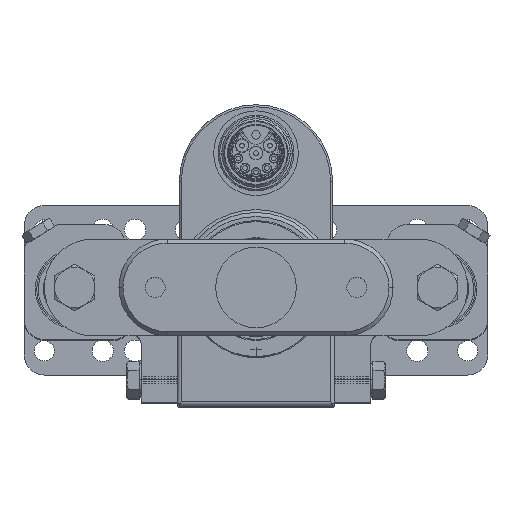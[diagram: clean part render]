
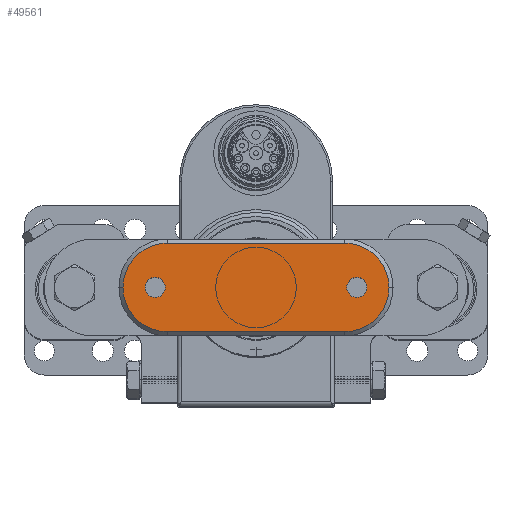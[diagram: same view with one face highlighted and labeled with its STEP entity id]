
A CAD part, top view. The second image highlights one B-rep face of the part: STEP entity #49561.
In plain terms, the highlighted planar face has unit normal (0, 0, 1).
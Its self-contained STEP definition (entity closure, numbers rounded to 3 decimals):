
#1458 = EDGE_CURVE ( 'NONE', #45179, #39236, #37541, .T. ) ;
#1745 = EDGE_LOOP ( 'NONE', ( #22870, #37384 ) ) ;
#2218 = CARTESIAN_POINT ( 'NONE',  ( -22., 0., 9. ) ) ;
#2333 = CARTESIAN_POINT ( 'NONE',  ( -22., -11., 9. ) ) ;
#2654 = FACE_OUTER_BOUND ( 'NONE', #17594, .T. ) ;
#3384 = DIRECTION ( 'NONE',  ( 1., 0., 0. ) ) ;
#3534 = CIRCLE ( 'NONE', #27943, 2.5 ) ;
#3693 = VERTEX_POINT ( 'NONE', #30125 ) ;
#4580 = AXIS2_PLACEMENT_3D ( 'NONE', #31008, #23084, #27070 ) ;
#5127 = AXIS2_PLACEMENT_3D ( 'NONE', #50703, #26130, #33774 ) ;
#6493 = CARTESIAN_POINT ( 'NONE',  ( 22.5, 0., 9. ) ) ;
#7041 = EDGE_CURVE ( 'NONE', #3693, #27369, #20339, .T. ) ;
#7600 = DIRECTION ( 'NONE',  ( 0., 0., 1. ) ) ;
#7877 = EDGE_LOOP ( 'NONE', ( #17472, #38397 ) ) ;
#8020 = CARTESIAN_POINT ( 'NONE',  ( -27.5, 0., 9. ) ) ;
#8790 = DIRECTION ( 'NONE',  ( -1., 0., 0. ) ) ;
#9608 = DIRECTION ( 'NONE',  ( -1., 0., 0. ) ) ;
#9613 = CARTESIAN_POINT ( 'NONE',  ( -25., 0., 9. ) ) ;
#10117 = DIRECTION ( 'NONE',  ( 1., 0., 0. ) ) ;
#11196 = CIRCLE ( 'NONE', #35592, 11. ) ;
#12741 = DIRECTION ( 'NONE',  ( 0., 0., -1. ) ) ;
#13276 = VERTEX_POINT ( 'NONE', #22468 ) ;
#15382 = VERTEX_POINT ( 'NONE', #8020 ) ;
#15542 = AXIS2_PLACEMENT_3D ( 'NONE', #44273, #7600, #3384 ) ;
#17472 = ORIENTED_EDGE ( 'NONE', *, *, #1458, .T. ) ;
#17594 = EDGE_LOOP ( 'NONE', ( #20420, #49249, #22687, #35149, #26140, #33131 ) ) ;
#18891 = CARTESIAN_POINT ( 'NONE',  ( 27.5, 0., 9. ) ) ;
#19364 = VERTEX_POINT ( 'NONE', #38425 ) ;
#19572 = CIRCLE ( 'NONE', #50820, 11. ) ;
#20339 = CIRCLE ( 'NONE', #41433, 11. ) ;
#20420 = ORIENTED_EDGE ( 'NONE', *, *, #7041, .T. ) ;
#20671 = CIRCLE ( 'NONE', #50202, 2.5 ) ;
#21435 = CIRCLE ( 'NONE', #15542, 11. ) ;
#22468 = CARTESIAN_POINT ( 'NONE',  ( 33., 0., 9. ) ) ;
#22687 = ORIENTED_EDGE ( 'NONE', *, *, #24607, .T. ) ;
#22712 = DIRECTION ( 'NONE',  ( -1., 0., 0. ) ) ;
#22870 = ORIENTED_EDGE ( 'NONE', *, *, #35459, .T. ) ;
#23084 = DIRECTION ( 'NONE',  ( 0., 0., -1. ) ) ;
#24260 = VECTOR ( 'NONE', #22712, 1000. ) ;
#24607 = EDGE_CURVE ( 'NONE', #50380, #47646, #39788, .T. ) ;
#25886 = PLANE ( 'NONE',  #5127 ) ;
#26130 = DIRECTION ( 'NONE',  ( 0., 0., 1. ) ) ;
#26140 = ORIENTED_EDGE ( 'NONE', *, *, #40161, .T. ) ;
#27070 = DIRECTION ( 'NONE',  ( -1., 0., 0. ) ) ;
#27369 = VERTEX_POINT ( 'NONE', #50719 ) ;
#27943 = AXIS2_PLACEMENT_3D ( 'NONE', #46265, #37582, #9608 ) ;
#28486 = EDGE_CURVE ( 'NONE', #19364, #3693, #30896, .T. ) ;
#30125 = CARTESIAN_POINT ( 'NONE',  ( -22., 11., 9. ) ) ;
#30357 = CARTESIAN_POINT ( 'NONE',  ( -22., 11., 9. ) ) ;
#30896 = LINE ( 'NONE', #30357, #24260 ) ;
#30998 = VERTEX_POINT ( 'NONE', #51133 ) ;
#31008 = CARTESIAN_POINT ( 'NONE',  ( 25., 0., 9. ) ) ;
#32297 = EDGE_CURVE ( 'NONE', #27369, #50380, #19572, .T. ) ;
#32786 = CARTESIAN_POINT ( 'NONE',  ( 25., 0., 9. ) ) ;
#33131 = ORIENTED_EDGE ( 'NONE', *, *, #28486, .T. ) ;
#33626 = DIRECTION ( 'NONE',  ( 0., 0., 1. ) ) ;
#33774 = DIRECTION ( 'NONE',  ( 1., 0., 0. ) ) ;
#33859 = DIRECTION ( 'NONE',  ( 0., 0., 1. ) ) ;
#34138 = CARTESIAN_POINT ( 'NONE',  ( -22., 0., 9. ) ) ;
#35149 = ORIENTED_EDGE ( 'NONE', *, *, #38271, .T. ) ;
#35459 = EDGE_CURVE ( 'NONE', #15382, #30998, #20671, .T. ) ;
#35592 = AXIS2_PLACEMENT_3D ( 'NONE', #39212, #44221, #36278 ) ;
#36278 = DIRECTION ( 'NONE',  ( 1., 0., 0. ) ) ;
#37384 = ORIENTED_EDGE ( 'NONE', *, *, #46882, .T. ) ;
#37466 = CARTESIAN_POINT ( 'NONE',  ( 22., -11., 9. ) ) ;
#37541 = CIRCLE ( 'NONE', #49338, 2.5 ) ;
#37582 = DIRECTION ( 'NONE',  ( 0., 0., -1. ) ) ;
#38271 = EDGE_CURVE ( 'NONE', #47646, #13276, #11196, .T. ) ;
#38397 = ORIENTED_EDGE ( 'NONE', *, *, #45495, .T. ) ;
#38425 = CARTESIAN_POINT ( 'NONE',  ( 22., 11., 9. ) ) ;
#39109 = CIRCLE ( 'NONE', #4580, 2.5 ) ;
#39212 = CARTESIAN_POINT ( 'NONE',  ( 22., 0., 9. ) ) ;
#39236 = VERTEX_POINT ( 'NONE', #18891 ) ;
#39788 = LINE ( 'NONE', #40568, #49779 ) ;
#40161 = EDGE_CURVE ( 'NONE', #13276, #19364, #21435, .T. ) ;
#40568 = CARTESIAN_POINT ( 'NONE',  ( 22., -11., 9. ) ) ;
#41433 = AXIS2_PLACEMENT_3D ( 'NONE', #34138, #33626, #50280 ) ;
#41551 = DIRECTION ( 'NONE',  ( 0., 0., -1. ) ) ;
#44221 = DIRECTION ( 'NONE',  ( 0., 0., 1. ) ) ;
#44273 = CARTESIAN_POINT ( 'NONE',  ( 22., 0., 9. ) ) ;
#45179 = VERTEX_POINT ( 'NONE', #6493 ) ;
#45252 = DIRECTION ( 'NONE',  ( -1., 0., 0. ) ) ;
#45495 = EDGE_CURVE ( 'NONE', #39236, #45179, #39109, .T. ) ;
#46265 = CARTESIAN_POINT ( 'NONE',  ( -25., 0., 9. ) ) ;
#46730 = FACE_BOUND ( 'NONE', #1745, .T. ) ;
#46882 = EDGE_CURVE ( 'NONE', #30998, #15382, #3534, .T. ) ;
#47646 = VERTEX_POINT ( 'NONE', #37466 ) ;
#47974 = DIRECTION ( 'NONE',  ( 1., 0., 0. ) ) ;
#49249 = ORIENTED_EDGE ( 'NONE', *, *, #32297, .T. ) ;
#49338 = AXIS2_PLACEMENT_3D ( 'NONE', #32786, #12741, #8790 ) ;
#49561 = ADVANCED_FACE ( 'NONE', ( #49917, #46730, #2654 ), #25886, .T. ) ;
#49779 = VECTOR ( 'NONE', #47974, 1000. ) ;
#49917 = FACE_BOUND ( 'NONE', #7877, .T. ) ;
#50202 = AXIS2_PLACEMENT_3D ( 'NONE', #9613, #41551, #45252 ) ;
#50280 = DIRECTION ( 'NONE',  ( 1., 0., 0. ) ) ;
#50380 = VERTEX_POINT ( 'NONE', #2333 ) ;
#50703 = CARTESIAN_POINT ( 'NONE',  ( 0., 0., 9. ) ) ;
#50719 = CARTESIAN_POINT ( 'NONE',  ( -33., 0., 9. ) ) ;
#50820 = AXIS2_PLACEMENT_3D ( 'NONE', #2218, #33859, #10117 ) ;
#51133 = CARTESIAN_POINT ( 'NONE',  ( -22.5, 0., 9. ) ) ;
